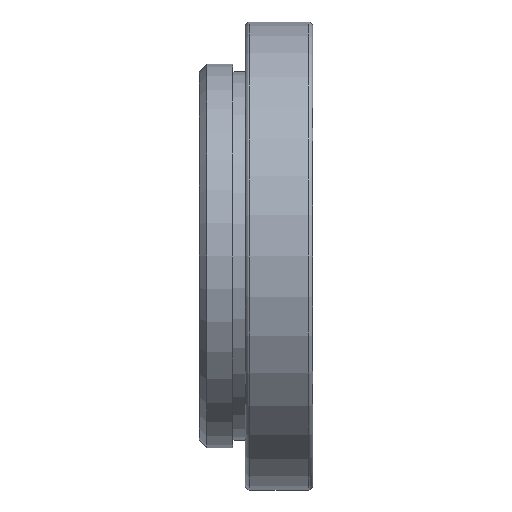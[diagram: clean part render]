
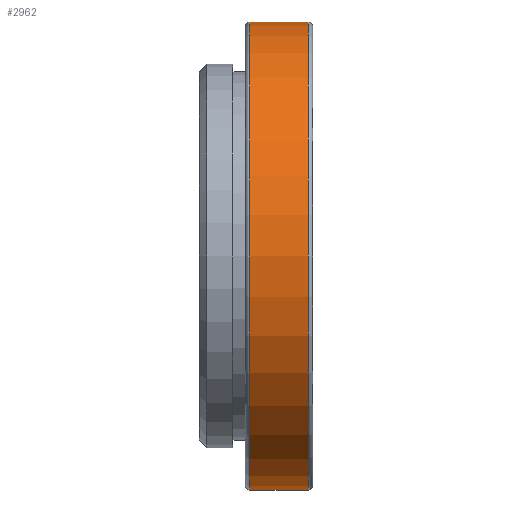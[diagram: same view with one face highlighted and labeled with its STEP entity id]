
A CAD part, front view. The second image highlights one B-rep face of the part: STEP entity #2962.
In plain terms, the highlighted cylindrical face has radius 15.25 mm (diameter 30.5 mm), a partial arc.
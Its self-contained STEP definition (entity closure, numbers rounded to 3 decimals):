
#373 = VECTOR ( 'NONE', #1172, 1000. ) ;
#712 = CYLINDRICAL_SURFACE ( 'NONE', #1651, 15.25 ) ;
#1082 = ORIENTED_EDGE ( 'NONE', *, *, #1790, .T. ) ;
#1172 = DIRECTION ( 'NONE',  ( 1., 0., 0. ) ) ;
#1637 = EDGE_CURVE ( 'NONE', #8294, #5795, #5663, .T. ) ;
#1651 = AXIS2_PLACEMENT_3D ( 'NONE', #11597, #2312, #3377 ) ;
#1790 = EDGE_CURVE ( 'NONE', #8294, #4181, #6209, .T. ) ;
#2019 = EDGE_CURVE ( 'NONE', #4854, #5795, #7351, .T. ) ;
#2312 = DIRECTION ( 'NONE',  ( 1., 0., 0. ) ) ;
#2962 = ADVANCED_FACE ( 'NONE', ( #5142 ), #712, .T. ) ;
#3041 = ORIENTED_EDGE ( 'NONE', *, *, #1637, .F. ) ;
#3162 = VECTOR ( 'NONE', #5312, 1000. ) ;
#3377 = DIRECTION ( 'NONE',  ( 0., 0., -1. ) ) ;
#3527 = ORIENTED_EDGE ( 'NONE', *, *, #6578, .T. ) ;
#4010 = DIRECTION ( 'NONE',  ( 0., 0., 1. ) ) ;
#4123 = AXIS2_PLACEMENT_3D ( 'NONE', #8529, #8641, #4010 ) ;
#4181 = VERTEX_POINT ( 'NONE', #6016 ) ;
#4854 = VERTEX_POINT ( 'NONE', #6455 ) ;
#5104 = CARTESIAN_POINT ( 'NONE',  ( -0.3, 0., 15.25 ) ) ;
#5142 = FACE_OUTER_BOUND ( 'NONE', #5517, .T. ) ;
#5255 = CARTESIAN_POINT ( 'NONE',  ( 0., 0., -15.25 ) ) ;
#5312 = DIRECTION ( 'NONE',  ( 1., 0., 0. ) ) ;
#5517 = EDGE_LOOP ( 'NONE', ( #3041, #1082, #3527, #8554 ) ) ;
#5544 = DIRECTION ( 'NONE',  ( -1., 0., 0. ) ) ;
#5663 = LINE ( 'NONE', #9413, #373 ) ;
#5795 = VERTEX_POINT ( 'NONE', #5104 ) ;
#6016 = CARTESIAN_POINT ( 'NONE',  ( -4.1, 0., -15.25 ) ) ;
#6209 = CIRCLE ( 'NONE', #4123, 15.25 ) ;
#6381 = CARTESIAN_POINT ( 'NONE',  ( -0.3, 0., 0. ) ) ;
#6455 = CARTESIAN_POINT ( 'NONE',  ( -0.3, 0., -15.25 ) ) ;
#6578 = EDGE_CURVE ( 'NONE', #4181, #4854, #7988, .T. ) ;
#7351 = CIRCLE ( 'NONE', #11501, 15.25 ) ;
#7988 = LINE ( 'NONE', #5255, #3162 ) ;
#8294 = VERTEX_POINT ( 'NONE', #8524 ) ;
#8524 = CARTESIAN_POINT ( 'NONE',  ( -4.1, 0., 15.25 ) ) ;
#8529 = CARTESIAN_POINT ( 'NONE',  ( -4.1, 0., 0. ) ) ;
#8554 = ORIENTED_EDGE ( 'NONE', *, *, #2019, .T. ) ;
#8641 = DIRECTION ( 'NONE',  ( 1., 0., 0. ) ) ;
#9413 = CARTESIAN_POINT ( 'NONE',  ( 0., 0., 15.25 ) ) ;
#10177 = DIRECTION ( 'NONE',  ( 0., 0., -1. ) ) ;
#11501 = AXIS2_PLACEMENT_3D ( 'NONE', #6381, #5544, #10177 ) ;
#11597 = CARTESIAN_POINT ( 'NONE',  ( 0., 0., 0. ) ) ;
